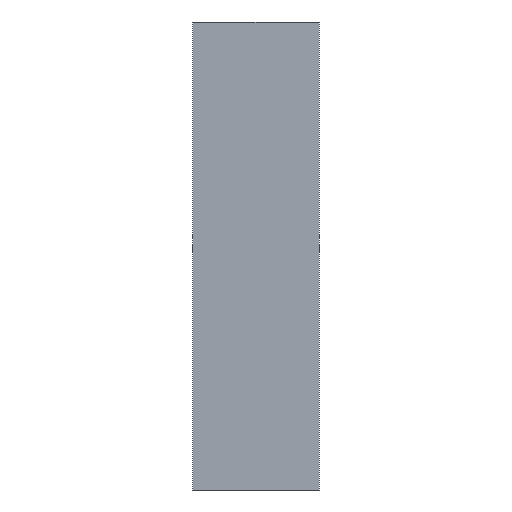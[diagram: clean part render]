
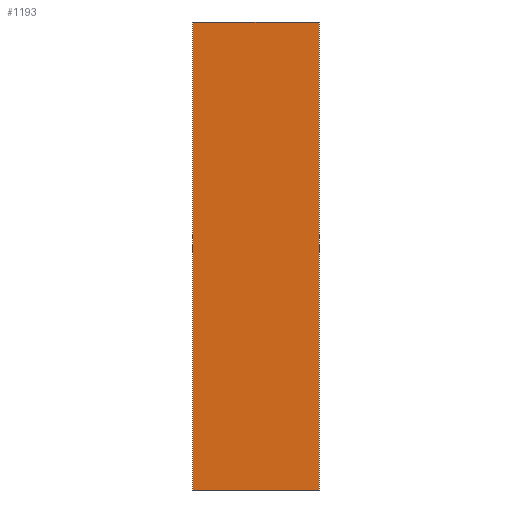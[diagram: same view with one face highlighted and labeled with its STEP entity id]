
A CAD part, front view. The second image highlights one B-rep face of the part: STEP entity #1193.
In plain terms, the highlighted planar face has unit normal (0, -1, 0).
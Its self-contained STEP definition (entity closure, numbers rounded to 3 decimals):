
#13 = LINE ( 'NONE', #823, #296 ) ;
#136 = FACE_OUTER_BOUND ( 'NONE', #456, .T. ) ;
#139 = LINE ( 'NONE', #930, #921 ) ;
#178 = CARTESIAN_POINT ( 'NONE',  ( 0., -7.5, 500. ) ) ;
#195 = VERTEX_POINT ( 'NONE', #408 ) ;
#206 = EDGE_CURVE ( 'NONE', #758, #650, #1063, .T. ) ;
#208 = DIRECTION ( 'NONE',  ( 0., 0., -1. ) ) ;
#210 = VERTEX_POINT ( 'NONE', #674 ) ;
#296 = VECTOR ( 'NONE', #208, 1000. ) ;
#339 = DIRECTION ( 'NONE',  ( 0., 0., 1. ) ) ;
#384 = ORIENTED_EDGE ( 'NONE', *, *, #1087, .T. ) ;
#408 = CARTESIAN_POINT ( 'NONE',  ( 135., -7.5, -500. ) ) ;
#430 = DIRECTION ( 'NONE',  ( 0., 1., 0. ) ) ;
#456 = EDGE_LOOP ( 'NONE', ( #836, #599, #931, #384 ) ) ;
#490 = VECTOR ( 'NONE', #675, 1000. ) ;
#505 = EDGE_CURVE ( 'NONE', #758, #210, #13, .T. ) ;
#549 = LINE ( 'NONE', #664, #490 ) ;
#599 = ORIENTED_EDGE ( 'NONE', *, *, #206, .F. ) ;
#650 = VERTEX_POINT ( 'NONE', #1172 ) ;
#656 = CARTESIAN_POINT ( 'NONE',  ( -135., -7.5, 500. ) ) ;
#664 = CARTESIAN_POINT ( 'NONE',  ( 0., -7.5, -500. ) ) ;
#674 = CARTESIAN_POINT ( 'NONE',  ( -135., -7.5, -500. ) ) ;
#675 = DIRECTION ( 'NONE',  ( 1., 0., 0. ) ) ;
#713 = CARTESIAN_POINT ( 'NONE',  ( -135., -7.5, 500. ) ) ;
#758 = VERTEX_POINT ( 'NONE', #656 ) ;
#823 = CARTESIAN_POINT ( 'NONE',  ( -135., -7.5, 500. ) ) ;
#834 = AXIS2_PLACEMENT_3D ( 'NONE', #713, #430, #933 ) ;
#836 = ORIENTED_EDGE ( 'NONE', *, *, #967, .T. ) ;
#921 = VECTOR ( 'NONE', #339, 1000. ) ;
#923 = PLANE ( 'NONE',  #834 ) ;
#930 = CARTESIAN_POINT ( 'NONE',  ( 135., -7.5, 500. ) ) ;
#931 = ORIENTED_EDGE ( 'NONE', *, *, #505, .T. ) ;
#933 = DIRECTION ( 'NONE',  ( 0., 0., 1. ) ) ;
#967 = EDGE_CURVE ( 'NONE', #195, #650, #139, .T. ) ;
#1063 = LINE ( 'NONE', #178, #1227 ) ;
#1087 = EDGE_CURVE ( 'NONE', #210, #195, #549, .T. ) ;
#1167 = DIRECTION ( 'NONE',  ( 1., 0., 0. ) ) ;
#1172 = CARTESIAN_POINT ( 'NONE',  ( 135., -7.5, 500. ) ) ;
#1193 = ADVANCED_FACE ( 'N', ( #136 ), #923, .F. ) ;
#1227 = VECTOR ( 'NONE', #1167, 1000. ) ;
